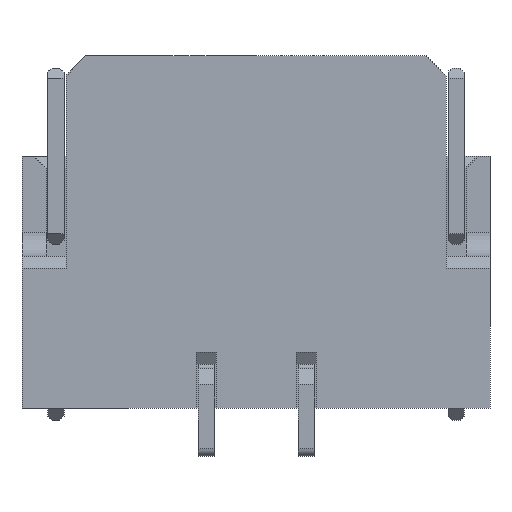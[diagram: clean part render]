
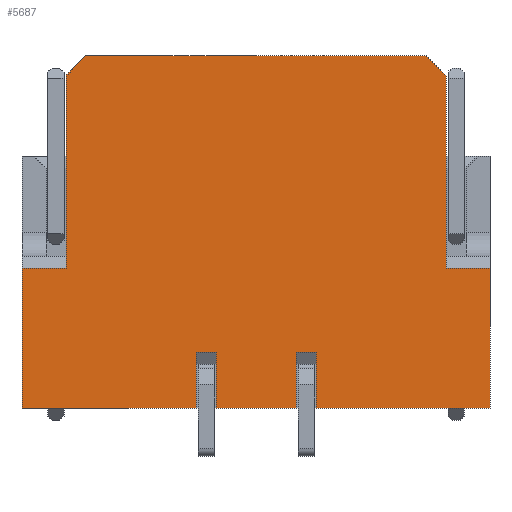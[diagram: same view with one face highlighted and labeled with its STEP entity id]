
A CAD part, front view. The second image highlights one B-rep face of the part: STEP entity #5687.
In plain terms, the highlighted planar face has unit normal (0, -1, 0).
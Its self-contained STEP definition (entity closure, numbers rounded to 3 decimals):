
#13=DIRECTION('',(1.,0.,0.));
#14=VECTOR('',#13,1.);
#15=CARTESIAN_POINT('',(-0.5,-2.725,-2.2));
#16=LINE('',#15,#14);
#29=DIRECTION('',(1.,0.,0.));
#30=VECTOR('',#29,2.175);
#31=CARTESIAN_POINT('',(0.75,-2.725,-2.2));
#32=LINE('',#31,#30);
#109=DIRECTION('',(1.,0.,0.));
#110=VECTOR('',#109,2.175);
#111=CARTESIAN_POINT('',(-2.925,-2.725,-2.2));
#112=LINE('',#111,#110);
#185=DIRECTION('',(0.,0.,1.));
#186=VECTOR('',#185,0.7);
#187=CARTESIAN_POINT('',(-0.75,-2.725,-2.2));
#188=LINE('',#187,#186);
#189=DIRECTION('',(0.,0.,1.));
#190=VECTOR('',#189,1.75);
#191=CARTESIAN_POINT('',(-2.925,-2.725,-2.2));
#192=LINE('',#191,#190);
#193=DIRECTION('',(1.,0.,0.));
#194=VECTOR('',#193,0.55);
#195=CARTESIAN_POINT('',(-2.925,-2.725,-0.45));
#196=LINE('',#195,#194);
#197=DIRECTION('',(0.,0.,-1.));
#198=VECTOR('',#197,2.4);
#199=CARTESIAN_POINT('',(-2.375,-2.725,1.95));
#200=LINE('',#199,#198);
#201=DIRECTION('',(-0.707,0.,-0.707));
#202=VECTOR('',#201,0.354);
#203=CARTESIAN_POINT('',(-2.125,-2.725,2.2));
#204=LINE('',#203,#202);
#205=DIRECTION('',(-0.707,0.,0.707));
#206=VECTOR('',#205,0.354);
#207=CARTESIAN_POINT('',(2.375,-2.725,1.95));
#208=LINE('',#207,#206);
#209=DIRECTION('',(0.,0.,-1.));
#210=VECTOR('',#209,2.4);
#211=CARTESIAN_POINT('',(2.375,-2.725,1.95));
#212=LINE('',#211,#210);
#213=DIRECTION('',(-1.,0.,0.));
#214=VECTOR('',#213,0.55);
#215=CARTESIAN_POINT('',(2.925,-2.725,-0.45));
#216=LINE('',#215,#214);
#217=DIRECTION('',(0.,0.,1.));
#218=VECTOR('',#217,0.7);
#219=CARTESIAN_POINT('',(0.75,-2.725,-2.2));
#220=LINE('',#219,#218);
#221=DIRECTION('',(1.,0.,0.));
#222=VECTOR('',#221,0.25);
#223=CARTESIAN_POINT('',(0.5,-2.725,-1.5));
#224=LINE('',#223,#222);
#225=DIRECTION('',(0.,0.,1.));
#226=VECTOR('',#225,0.7);
#227=CARTESIAN_POINT('',(0.5,-2.725,-2.2));
#228=LINE('',#227,#226);
#229=DIRECTION('',(0.,0.,1.));
#230=VECTOR('',#229,0.7);
#231=CARTESIAN_POINT('',(-0.5,-2.725,-2.2));
#232=LINE('',#231,#230);
#233=DIRECTION('',(1.,0.,0.));
#234=VECTOR('',#233,0.25);
#235=CARTESIAN_POINT('',(-0.75,-2.725,-1.5));
#236=LINE('',#235,#234);
#657=DIRECTION('',(1.,0.,0.));
#658=VECTOR('',#657,4.25);
#659=CARTESIAN_POINT('',(-2.125,-2.725,2.2));
#660=LINE('',#659,#658);
#3892=DIRECTION('',(0.,0.,1.));
#3893=VECTOR('',#3892,1.75);
#3894=CARTESIAN_POINT('',(2.925,-2.725,-2.2));
#3895=LINE('',#3894,#3893);
#4207=CARTESIAN_POINT('',(2.925,-2.725,-0.45));
#4208=CARTESIAN_POINT('',(2.375,-2.725,-0.45));
#4209=VERTEX_POINT('',#4207);
#4210=VERTEX_POINT('',#4208);
#4227=CARTESIAN_POINT('',(2.925,-2.725,-2.2));
#4228=VERTEX_POINT('',#4227);
#4239=CARTESIAN_POINT('',(-2.925,-2.725,-0.45));
#4240=VERTEX_POINT('',#4239);
#4243=CARTESIAN_POINT('',(-2.375,-2.725,-0.45));
#4244=VERTEX_POINT('',#4243);
#4251=CARTESIAN_POINT('',(-2.925,-2.725,-2.2));
#4252=VERTEX_POINT('',#4251);
#4435=CARTESIAN_POINT('',(2.375,-2.725,1.95));
#4437=VERTEX_POINT('',#4435);
#4439=CARTESIAN_POINT('',(2.125,-2.725,2.2));
#4440=VERTEX_POINT('',#4439);
#4447=CARTESIAN_POINT('',(-2.125,-2.725,2.2));
#4448=CARTESIAN_POINT('',(-2.375,-2.725,1.95));
#4449=VERTEX_POINT('',#4447);
#4450=VERTEX_POINT('',#4448);
#5101=CARTESIAN_POINT('',(0.5,-2.725,-2.2));
#5103=VERTEX_POINT('',#5101);
#5105=CARTESIAN_POINT('',(0.75,-2.725,-2.2));
#5107=VERTEX_POINT('',#5105);
#5109=CARTESIAN_POINT('',(0.5,-2.725,-1.5));
#5110=VERTEX_POINT('',#5109);
#5111=CARTESIAN_POINT('',(0.75,-2.725,-1.5));
#5112=VERTEX_POINT('',#5111);
#5141=CARTESIAN_POINT('',(-0.75,-2.725,-2.2));
#5143=VERTEX_POINT('',#5141);
#5145=CARTESIAN_POINT('',(-0.5,-2.725,-2.2));
#5147=VERTEX_POINT('',#5145);
#5149=CARTESIAN_POINT('',(-0.75,-2.725,-1.5));
#5150=VERTEX_POINT('',#5149);
#5151=CARTESIAN_POINT('',(-0.5,-2.725,-1.5));
#5152=VERTEX_POINT('',#5151);
#5648=CARTESIAN_POINT('',(-2.925,-2.725,-2.2));
#5649=DIRECTION('',(0.,-1.,0.));
#5650=DIRECTION('',(1.,0.,0.));
#5651=AXIS2_PLACEMENT_3D('',#5648,#5649,#5650);
#5652=PLANE('',#5651);
#5653=ORIENTED_EDGE('',*,*,#5611,.F.);
#5654=ORIENTED_EDGE('',*,*,#5580,.F.);
#5656=ORIENTED_EDGE('',*,*,#5655,.T.);
#5658=ORIENTED_EDGE('',*,*,#5657,.T.);
#5660=ORIENTED_EDGE('',*,*,#5659,.F.);
#5662=ORIENTED_EDGE('',*,*,#5661,.F.);
#5664=ORIENTED_EDGE('',*,*,#5663,.T.);
#5666=ORIENTED_EDGE('',*,*,#5665,.F.);
#5668=ORIENTED_EDGE('',*,*,#5667,.T.);
#5670=ORIENTED_EDGE('',*,*,#5669,.F.);
#5672=ORIENTED_EDGE('',*,*,#5671,.F.);
#5673=ORIENTED_EDGE('',*,*,#5540,.F.);
#5675=ORIENTED_EDGE('',*,*,#5674,.T.);
#5677=ORIENTED_EDGE('',*,*,#5676,.F.);
#5679=ORIENTED_EDGE('',*,*,#5678,.F.);
#5680=ORIENTED_EDGE('',*,*,#5532,.F.);
#5682=ORIENTED_EDGE('',*,*,#5681,.T.);
#5684=ORIENTED_EDGE('',*,*,#5683,.F.);
#5685=EDGE_LOOP('',(#5653,#5654,#5656,#5658,#5660,#5662,#5664,#5666,#5668,#5670,
#5672,#5673,#5675,#5677,#5679,#5680,#5682,#5684));
#5686=FACE_OUTER_BOUND('',#5685,.F.);
#5687=ADVANCED_FACE('',(#5686),#5652,.T.);
#5532=EDGE_CURVE('',#5147,#5103,#16,.T.);
#5540=EDGE_CURVE('',#5107,#4228,#32,.T.);
#5580=EDGE_CURVE('',#4252,#5143,#112,.T.);
#5611=EDGE_CURVE('',#5143,#5150,#188,.T.);
#5655=EDGE_CURVE('',#4252,#4240,#192,.T.);
#5657=EDGE_CURVE('',#4240,#4244,#196,.T.);
#5659=EDGE_CURVE('',#4450,#4244,#200,.T.);
#5661=EDGE_CURVE('',#4449,#4450,#204,.T.);
#5663=EDGE_CURVE('',#4449,#4440,#660,.T.);
#5665=EDGE_CURVE('',#4437,#4440,#208,.T.);
#5667=EDGE_CURVE('',#4437,#4210,#212,.T.);
#5669=EDGE_CURVE('',#4209,#4210,#216,.T.);
#5671=EDGE_CURVE('',#4228,#4209,#3895,.T.);
#5674=EDGE_CURVE('',#5107,#5112,#220,.T.);
#5676=EDGE_CURVE('',#5110,#5112,#224,.T.);
#5678=EDGE_CURVE('',#5103,#5110,#228,.T.);
#5681=EDGE_CURVE('',#5147,#5152,#232,.T.);
#5683=EDGE_CURVE('',#5150,#5152,#236,.T.);
